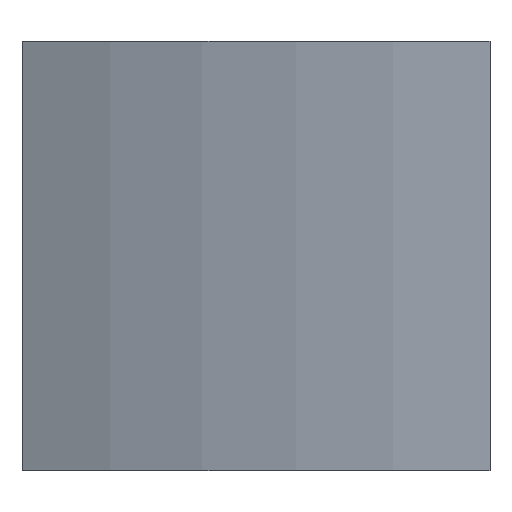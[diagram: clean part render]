
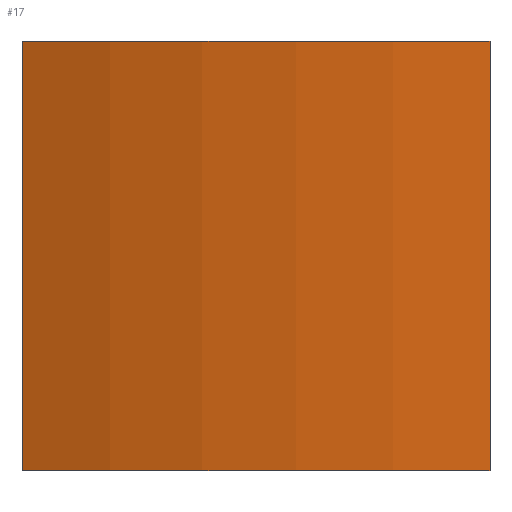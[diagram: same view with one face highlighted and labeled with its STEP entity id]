
A CAD part, front view. The second image highlights one B-rep face of the part: STEP entity #17.
In plain terms, the highlighted cylindrical face has radius 5.2 mm (diameter 10.4 mm), a partial arc.
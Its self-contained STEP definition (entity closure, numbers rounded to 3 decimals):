
#17 = ADVANCED_FACE('',(#18),#33,.T.);
#18 = FACE_BOUND('',#19,.T.);
#19 = EDGE_LOOP('',(#20,#43,#58,#74));
#20 = ORIENTED_EDGE('',*,*,#21,.T.);
#21 = EDGE_CURVE('',#22,#24,#26,.T.);
#22 = VERTEX_POINT('',#23);
#23 = CARTESIAN_POINT('',(18.52,-4.588,3.5));
#24 = VERTEX_POINT('',#25);
#25 = CARTESIAN_POINT('',(20.698,-5.193,3.5));
#26 = SURFACE_CURVE('',#27,(#32),.PCURVE_S1.);
#27 = CIRCLE('',#28,5.2);
#28 = AXIS2_PLACEMENT_3D('',#29,#30,#31);
#29 = CARTESIAN_POINT('',(20.967,0.,3.5));
#30 = DIRECTION('',(0.,0.,1.));
#31 = DIRECTION('',(-0.471,-0.882,0.));
#32 = PCURVE('',#33,#38);
#33 = CYLINDRICAL_SURFACE('',#34,5.2);
#34 = AXIS2_PLACEMENT_3D('',#35,#36,#37);
#35 = CARTESIAN_POINT('',(20.967,0.,3.5));
#36 = DIRECTION('',(0.,0.,1.));
#37 = DIRECTION('',(0.21,0.978,0.));
#38 = DEFINITIONAL_REPRESENTATION('',(#39),#42);
#39 = B_SPLINE_CURVE_WITH_KNOTS('',1,(#40,#41),.UNSPECIFIED.,.F.,.F.,(2,
    2),(0.,0.438),.PIECEWISE_BEZIER_KNOTS.);
#40 = CARTESIAN_POINT('',(2.863,0.));
#41 = CARTESIAN_POINT('',(3.301,0.));
#42 = ( GEOMETRIC_REPRESENTATION_CONTEXT(2) 
PARAMETRIC_REPRESENTATION_CONTEXT() REPRESENTATION_CONTEXT('2D SPACE',''
  ) );
#43 = ORIENTED_EDGE('',*,*,#44,.T.);
#44 = EDGE_CURVE('',#24,#45,#47,.T.);
#45 = VERTEX_POINT('',#46);
#46 = CARTESIAN_POINT('',(20.698,-5.193,5.5));
#47 = SURFACE_CURVE('',#48,(#52),.PCURVE_S1.);
#48 = LINE('',#49,#50);
#49 = CARTESIAN_POINT('',(20.698,-5.193,3.5));
#50 = VECTOR('',#51,1.);
#51 = DIRECTION('',(0.,0.,1.));
#52 = PCURVE('',#33,#53);
#53 = DEFINITIONAL_REPRESENTATION('',(#54),#57);
#54 = B_SPLINE_CURVE_WITH_KNOTS('',1,(#55,#56),.UNSPECIFIED.,.F.,.F.,(2,
    2),(0.,2.),.PIECEWISE_BEZIER_KNOTS.);
#55 = CARTESIAN_POINT('',(3.301,0.));
#56 = CARTESIAN_POINT('',(3.301,2.));
#57 = ( GEOMETRIC_REPRESENTATION_CONTEXT(2) 
PARAMETRIC_REPRESENTATION_CONTEXT() REPRESENTATION_CONTEXT('2D SPACE',''
  ) );
#58 = ORIENTED_EDGE('',*,*,#59,.F.);
#59 = EDGE_CURVE('',#60,#45,#62,.T.);
#60 = VERTEX_POINT('',#61);
#61 = CARTESIAN_POINT('',(18.52,-4.588,5.5));
#62 = SURFACE_CURVE('',#63,(#68),.PCURVE_S1.);
#63 = CIRCLE('',#64,5.2);
#64 = AXIS2_PLACEMENT_3D('',#65,#66,#67);
#65 = CARTESIAN_POINT('',(20.967,0.,5.5));
#66 = DIRECTION('',(0.,0.,1.));
#67 = DIRECTION('',(-0.471,-0.882,0.));
#68 = PCURVE('',#33,#69);
#69 = DEFINITIONAL_REPRESENTATION('',(#70),#73);
#70 = B_SPLINE_CURVE_WITH_KNOTS('',1,(#71,#72),.UNSPECIFIED.,.F.,.F.,(2,
    2),(0.,0.438),.PIECEWISE_BEZIER_KNOTS.);
#71 = CARTESIAN_POINT('',(2.863,2.));
#72 = CARTESIAN_POINT('',(3.301,2.));
#73 = ( GEOMETRIC_REPRESENTATION_CONTEXT(2) 
PARAMETRIC_REPRESENTATION_CONTEXT() REPRESENTATION_CONTEXT('2D SPACE',''
  ) );
#74 = ORIENTED_EDGE('',*,*,#75,.F.);
#75 = EDGE_CURVE('',#22,#60,#76,.T.);
#76 = SURFACE_CURVE('',#77,(#81),.PCURVE_S1.);
#77 = LINE('',#78,#79);
#78 = CARTESIAN_POINT('',(18.52,-4.588,3.5));
#79 = VECTOR('',#80,1.);
#80 = DIRECTION('',(0.,0.,1.));
#81 = PCURVE('',#33,#82);
#82 = DEFINITIONAL_REPRESENTATION('',(#83),#86);
#83 = B_SPLINE_CURVE_WITH_KNOTS('',1,(#84,#85),.UNSPECIFIED.,.F.,.F.,(2,
    2),(0.,2.),.PIECEWISE_BEZIER_KNOTS.);
#84 = CARTESIAN_POINT('',(2.863,0.));
#85 = CARTESIAN_POINT('',(2.863,2.));
#86 = ( GEOMETRIC_REPRESENTATION_CONTEXT(2) 
PARAMETRIC_REPRESENTATION_CONTEXT() REPRESENTATION_CONTEXT('2D SPACE',''
  ) );
